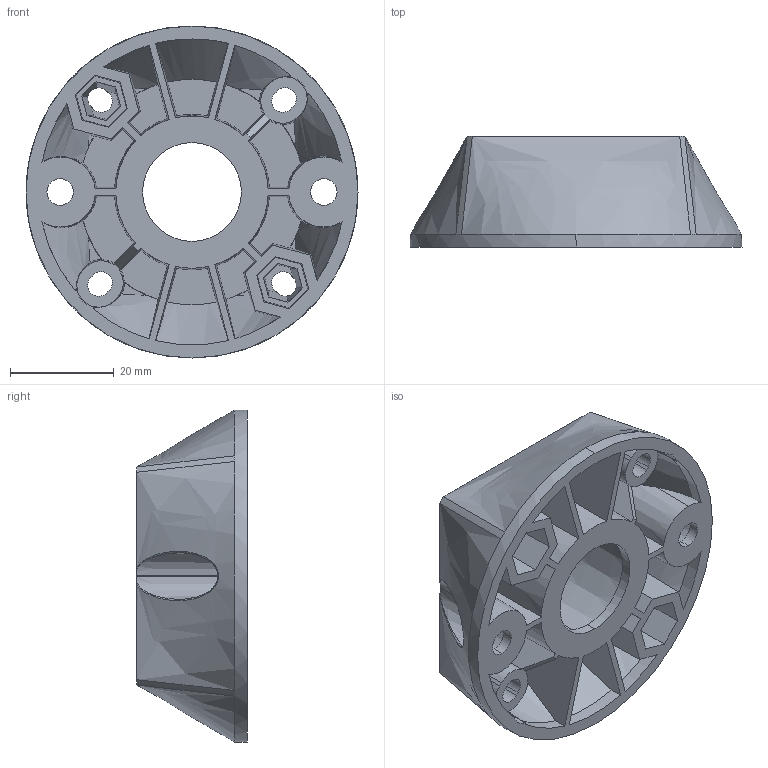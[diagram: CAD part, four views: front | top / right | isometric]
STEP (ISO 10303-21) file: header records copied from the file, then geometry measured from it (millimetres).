
FILE_DESCRIPTION (( 'STEP AP203' ), '1' );
FILE_NAME ('217-4018-STEP-20140806.STEP', '2014-08-06T15:12:04', ( '' ), ( '' ), 'SwSTEP 2.0', 'SolidWorks 2014', '' );
FILE_SCHEMA (( 'CONFIG_CONTROL_DESIGN' ));
Length unit declared in the file: millimetre
Products named in the file (1): 217-4018-STEP-20140806
Bounding box: 64 x 21.35 x 64 mm (x, y, z)
Volume: 20363.7 mm3; surface area: 19129 mm2
Topology: 1 solids, 1 shells, 233 faces, 639 edges, 420 vertices
Faces by surface type: plane 116, cone 56, cylinder 33, bspline 28
Entity records: 9091 total; most frequent: CARTESIAN_POINT 3399, ORIENTED_EDGE 1278, DIRECTION 1035, EDGE_CURVE 639, VERTEX_POINT 420, AXIS2_PLACEMENT_3D 382, LINE 271, VECTOR 271
